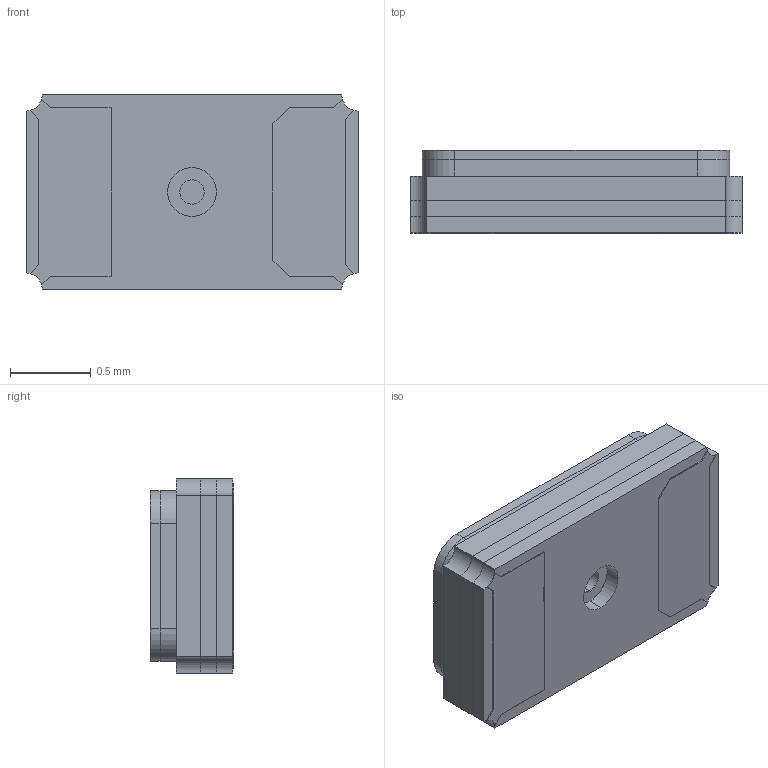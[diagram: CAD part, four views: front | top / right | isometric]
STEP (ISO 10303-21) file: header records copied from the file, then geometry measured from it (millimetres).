
FILE_DESCRIPTION (( 'STEP AP214' ), '1' );
FILE_NAME ('FC-12M_Lid•t.STEP', '2019-05-20T06:38:42', ( '' ), ( '' ), 'SwSTEP 2.0', 'SolidWorks 2019', '' );
FILE_SCHEMA (( 'AUTOMOTIVE_DESIGN' ));
Length unit declared in the file: millimetre
Products named in the file (1): FC-12M_Lid•t
Bounding box: 2.05 x 0.52 x 1.2 mm (x, y, z)
Volume: 0.9 mm3; surface area: 24 mm2
Topology: 8 solids, 8 shells, 110 faces, 282 edges, 188 vertices
Faces by surface type: plane 66, cylinder 44
Entity records: 4575 total; most frequent: DIRECTION 592, CARTESIAN_POINT 581, ORIENTED_EDGE 564, EDGE_CURVE 282, AXIS2_PLACEMENT_3D 199, VECTOR 194, LINE 194, VERTEX_POINT 188
